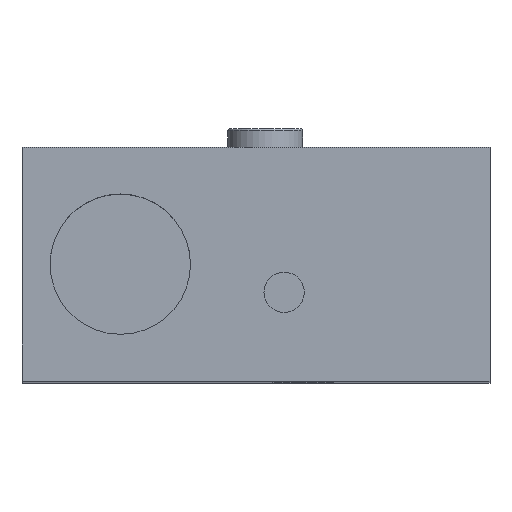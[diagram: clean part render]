
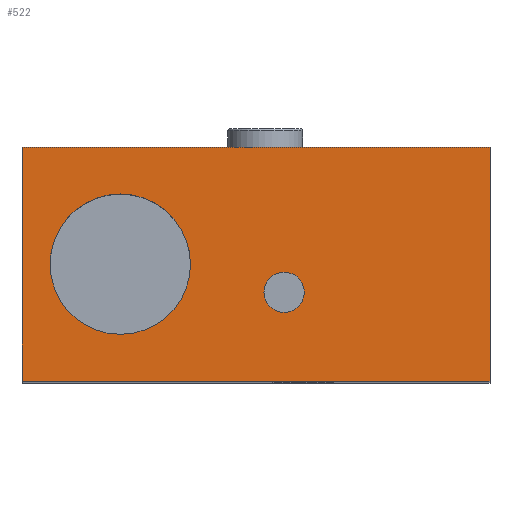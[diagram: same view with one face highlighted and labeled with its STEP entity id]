
A CAD part, top view. The second image highlights one B-rep face of the part: STEP entity #522.
In plain terms, the highlighted planar face has unit normal (0, 0, 1).
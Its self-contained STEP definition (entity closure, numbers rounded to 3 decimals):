
#28=FACE_BOUND('',#138,.T.);
#29=FACE_BOUND('',#139,.T.);
#53=PLANE('',#615);
#88=FACE_OUTER_BOUND('',#137,.T.);
#137=EDGE_LOOP('',(#463,#464,#465,#466));
#138=EDGE_LOOP('',(#467));
#139=EDGE_LOOP('',(#468));
#159=LINE('',#919,#186);
#162=LINE('',#925,#189);
#165=LINE('',#931,#192);
#168=LINE('',#935,#195);
#186=VECTOR('',#772,10.);
#189=VECTOR('',#777,10.);
#192=VECTOR('',#782,10.);
#195=VECTOR('',#787,10.);
#196=CIRCLE('',#545,2.15);
#230=CIRCLE('',#604,7.5);
#234=VERTEX_POINT('',#794);
#267=VERTEX_POINT('',#899);
#273=VERTEX_POINT('',#916);
#274=VERTEX_POINT('',#918);
#276=VERTEX_POINT('',#924);
#278=VERTEX_POINT('',#930);
#279=EDGE_CURVE('',#234,#234,#196,.T.);
#326=EDGE_CURVE('',#267,#267,#230,.T.);
#334=EDGE_CURVE('',#274,#273,#159,.T.);
#337=EDGE_CURVE('',#276,#274,#162,.T.);
#340=EDGE_CURVE('',#278,#276,#165,.T.);
#343=EDGE_CURVE('',#273,#278,#168,.T.);
#463=ORIENTED_EDGE('',*,*,#343,.T.);
#464=ORIENTED_EDGE('',*,*,#340,.T.);
#465=ORIENTED_EDGE('',*,*,#337,.T.);
#466=ORIENTED_EDGE('',*,*,#334,.T.);
#467=ORIENTED_EDGE('',*,*,#279,.T.);
#468=ORIENTED_EDGE('',*,*,#326,.T.);
#522=ADVANCED_FACE('',(#88,#28,#29),#53,.T.);
#545=AXIS2_PLACEMENT_3D('',#795,#621,#622);
#604=AXIS2_PLACEMENT_3D('',#900,#752,#753);
#615=AXIS2_PLACEMENT_3D('',#936,#788,#789);
#621=DIRECTION('center_axis',(0.,0.,-1.));
#622=DIRECTION('ref_axis',(-1.,0.,0.));
#752=DIRECTION('center_axis',(0.,0.,-1.));
#753=DIRECTION('ref_axis',(-1.,0.,0.));
#772=DIRECTION('',(0.,-1.,0.));
#777=DIRECTION('',(-1.,0.,0.));
#782=DIRECTION('',(0.,1.,0.));
#787=DIRECTION('',(1.,0.,0.));
#788=DIRECTION('center_axis',(0.,0.,1.));
#789=DIRECTION('ref_axis',(1.,0.,0.));
#794=CARTESIAN_POINT('',(30.15,9.5,130.5));
#795=CARTESIAN_POINT('Origin',(28.,9.5,130.5));
#899=CARTESIAN_POINT('',(18.,12.5,130.5));
#900=CARTESIAN_POINT('Origin',(10.5,12.5,130.5));
#916=CARTESIAN_POINT('',(0.,0.,130.5));
#918=CARTESIAN_POINT('',(0.,25.,130.5));
#919=CARTESIAN_POINT('',(0.,25.,130.5));
#924=CARTESIAN_POINT('',(50.,25.,130.5));
#925=CARTESIAN_POINT('',(50.,25.,130.5));
#930=CARTESIAN_POINT('',(50.,0.,130.5));
#931=CARTESIAN_POINT('',(50.,0.,130.5));
#935=CARTESIAN_POINT('',(0.,0.,130.5));
#936=CARTESIAN_POINT('Origin',(25.,12.5,130.5));
